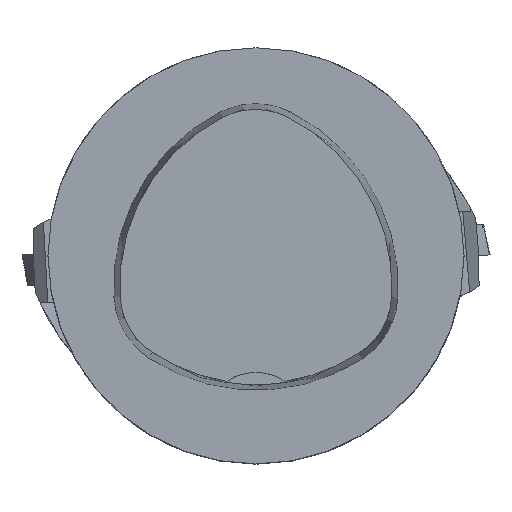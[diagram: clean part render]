
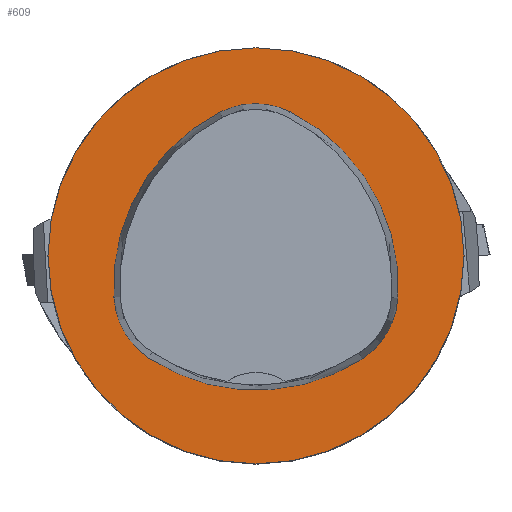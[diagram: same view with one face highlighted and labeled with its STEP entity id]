
A CAD part, top view. The second image highlights one B-rep face of the part: STEP entity #609.
In plain terms, the highlighted planar face has unit normal (0, 0, 1).
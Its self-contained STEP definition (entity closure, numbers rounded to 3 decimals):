
#316=FACE_BOUND('',#1071,.T.);
#317=FACE_BOUND('',#1072,.T.);
#420=PLANE('',#4410);
#609=ADVANCED_FACE('',(#316,#317),#420,.T.);
#1071=EDGE_LOOP('',(#2672,#2673,#2674,#2675,#2676,#2677));
#1072=EDGE_LOOP('',(#2678));
#2672=ORIENTED_EDGE('',*,*,#3777,.T.);
#2673=ORIENTED_EDGE('',*,*,#3757,.T.);
#2674=ORIENTED_EDGE('',*,*,#3761,.T.);
#2675=ORIENTED_EDGE('',*,*,#3764,.T.);
#2676=ORIENTED_EDGE('',*,*,#3767,.T.);
#2677=ORIENTED_EDGE('',*,*,#3775,.T.);
#2678=ORIENTED_EDGE('',*,*,#3748,.F.);
#3271=VERTEX_POINT('',#6674);
#3280=VERTEX_POINT('',#6693);
#3281=VERTEX_POINT('',#6694);
#3284=VERTEX_POINT('',#6702);
#3286=VERTEX_POINT('',#6708);
#3288=VERTEX_POINT('',#6714);
#3295=VERTEX_POINT('',#6735);
#3748=EDGE_CURVE('',#3271,#3271,#3992,.T.);
#3757=EDGE_CURVE('',#3280,#3281,#3993,.T.);
#3761=EDGE_CURVE('',#3281,#3284,#3995,.T.);
#3764=EDGE_CURVE('',#3284,#3286,#3997,.T.);
#3767=EDGE_CURVE('',#3286,#3288,#3999,.T.);
#3775=EDGE_CURVE('',#3288,#3295,#4003,.T.);
#3777=EDGE_CURVE('',#3295,#3280,#4005,.T.);
#3992=CIRCLE('',#4382,16.);
#3993=CIRCLE('',#4388,15.);
#3995=CIRCLE('',#4391,6.);
#3997=CIRCLE('',#4394,15.);
#3999=CIRCLE('',#4397,6.);
#4003=CIRCLE('',#4402,15.);
#4005=CIRCLE('',#4405,6.);
#4382=AXIS2_PLACEMENT_3D('',#6673,#5173,#5174);
#4388=AXIS2_PLACEMENT_3D('',#6692,#5189,#5190);
#4391=AXIS2_PLACEMENT_3D('',#6701,#5197,#5198);
#4394=AXIS2_PLACEMENT_3D('',#6707,#5204,#5205);
#4397=AXIS2_PLACEMENT_3D('',#6713,#5211,#5212);
#4402=AXIS2_PLACEMENT_3D('',#6736,#5223,#5224);
#4405=AXIS2_PLACEMENT_3D('',#6739,#5229,#5230);
#4410=AXIS2_PLACEMENT_3D('',#6744,#5239,#5240);
#5173=DIRECTION('',(0.,0.,-1.));
#5174=DIRECTION('',(-1.,0.,0.));
#5189=DIRECTION('',(0.,0.,-1.));
#5190=DIRECTION('',(-1.,0.,0.));
#5197=DIRECTION('',(0.,0.,-1.));
#5198=DIRECTION('',(-1.,0.,0.));
#5204=DIRECTION('',(0.,0.,-1.));
#5205=DIRECTION('',(-1.,0.,0.));
#5211=DIRECTION('',(0.,0.,-1.));
#5212=DIRECTION('',(-1.,0.,0.));
#5223=DIRECTION('',(0.,0.,-1.));
#5224=DIRECTION('',(-1.,0.,0.));
#5229=DIRECTION('',(0.,0.,-1.));
#5230=DIRECTION('',(-1.,0.,0.));
#5239=DIRECTION('',(0.,0.,1.));
#5240=DIRECTION('',(1.,0.,0.));
#6673=CARTESIAN_POINT('',(0.,0.,0.));
#6674=CARTESIAN_POINT('',(-16.,0.,0.));
#6692=CARTESIAN_POINT('',(4.048,-2.316,0.));
#6693=CARTESIAN_POINT('',(-10.926,-3.206,0.));
#6694=CARTESIAN_POINT('',(-2.774,11.043,0.));
#6701=CARTESIAN_POINT('',(-0.045,5.7,0.));
#6702=CARTESIAN_POINT('',(2.638,11.066,0.));
#6707=CARTESIAN_POINT('',(-4.07,-2.35,0.));
#6708=CARTESIAN_POINT('',(10.903,-3.249,0.));
#6713=CARTESIAN_POINT('',(4.914,-2.889,0.));
#6714=CARTESIAN_POINT('',(8.177,-7.924,0.));
#6735=CARTESIAN_POINT('',(-8.24,-7.859,0.));
#6736=CARTESIAN_POINT('',(0.019,4.663,0.));
#6739=CARTESIAN_POINT('',(-4.936,-2.85,0.));
#6744=CARTESIAN_POINT('',(0.,0.,0.));
